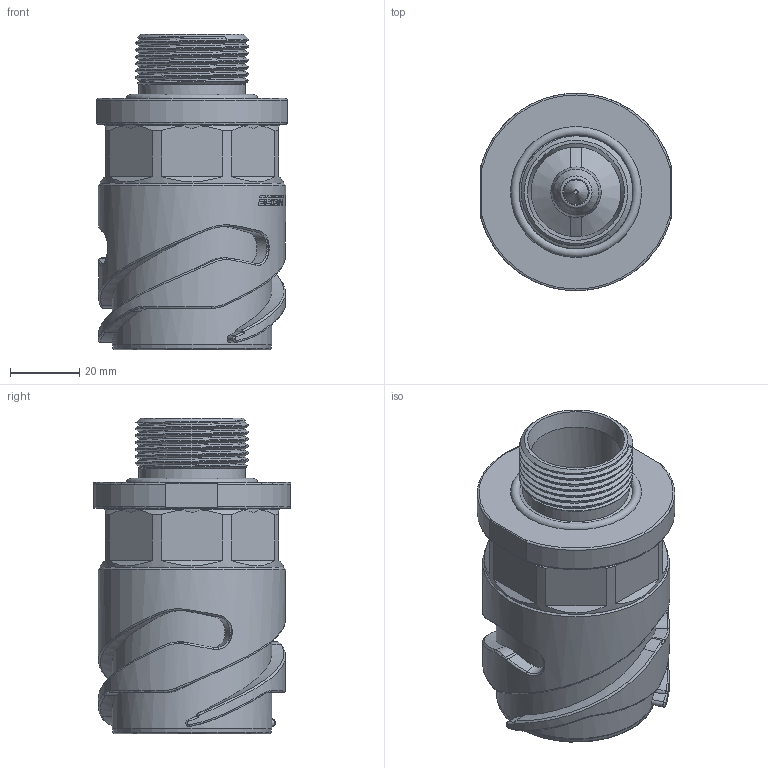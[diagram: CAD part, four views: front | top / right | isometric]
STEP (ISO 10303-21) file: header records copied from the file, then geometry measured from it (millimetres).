
FILE_DESCRIPTION( ('This file contains a STEP AP42 implementation' ,'as created by ZW3D STEP Interface translator.' ,'') ,'2;1' );
FILE_NAME( 'BTG32S.stp' ,'25 120. 81048', (''), ('ZWCAD Software Co.'), 'Version 1.0', 'ZW3D to STEP translator', '' );
FILE_SCHEMA(('AUTOMOTIVE_DESIGN { 1 0 10303 214 1 1 1 1 }'));
Length unit declared in the file: millimetre
Products named in the file (1): 0
Bounding box: 55.13 x 56.95 x 91 mm (x, y, z)
Volume: 135531 mm3; surface area: 26996.8 mm2
Topology: 1 solids, 1 shells, 451 faces, 1207 edges, 794 vertices
Faces by surface type: bspline 223, plane 114, cylinder 67, cone 29, torus 18
Full cylindrical faces by diameter (mm): 0.8 x1, 7 x1, 7.1 x1, 14.5 x1, 26 x1, 30 x1, 30.7 x1, 30.8 x6, 32.8 x5, 38 x1, 46 x1, 53 x1, 54 x1
Entity records: 25045 total; most frequent: CARTESIAN_POINT 14902, ORIENTED_EDGE 2414, DIRECTION 1340, EDGE_CURVE 1207, VERTEX_POINT 794, B_SPLINE_CURVE_WITH_KNOTS 522, EDGE_LOOP 487, AXIS2_PLACEMENT_3D 469
